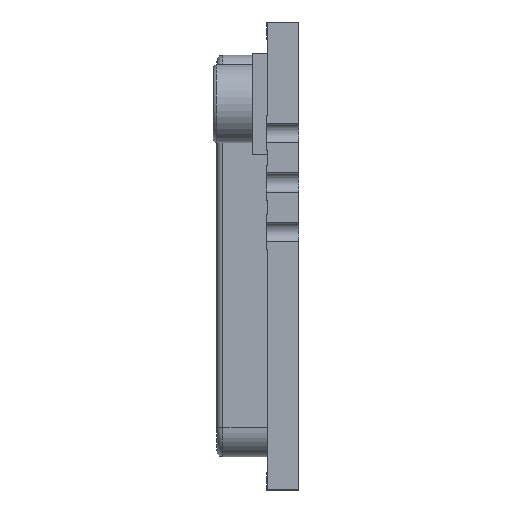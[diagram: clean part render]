
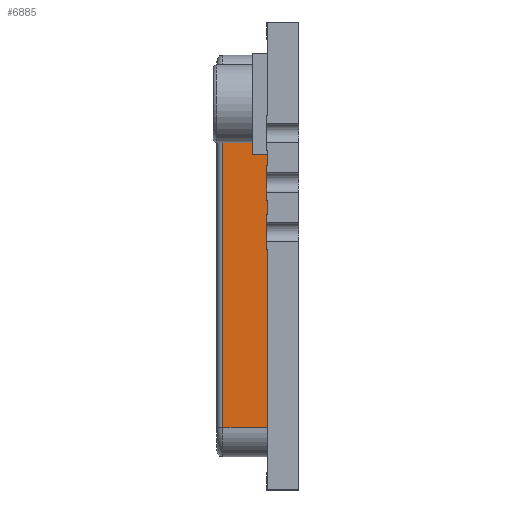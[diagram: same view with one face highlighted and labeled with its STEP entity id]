
A CAD part, left-side view. The second image highlights one B-rep face of the part: STEP entity #6885.
In plain terms, the highlighted planar face has unit normal (-1, 0, 0).
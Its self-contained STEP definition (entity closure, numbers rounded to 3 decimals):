
#56 = PLANE ( 'NONE',  #9086 ) ;
#127 = LINE ( 'NONE', #1855, #2978 ) ;
#314 = CARTESIAN_POINT ( 'NONE',  ( -3.1, 0.8, 4.4 ) ) ;
#343 = EDGE_CURVE ( 'NONE', #573, #7748, #927, .T. ) ;
#573 = VERTEX_POINT ( 'NONE', #9050 ) ;
#927 = LINE ( 'NONE', #8085, #3016 ) ;
#1057 = DIRECTION ( 'NONE',  ( 0., -1., 0. ) ) ;
#1360 = EDGE_CURVE ( 'NONE', #5172, #573, #127, .T. ) ;
#1648 = CARTESIAN_POINT ( 'NONE',  ( -3.1, 2.1, 4.4 ) ) ;
#1855 = CARTESIAN_POINT ( 'NONE',  ( -3.1, 1.95, -4.4 ) ) ;
#2161 = DIRECTION ( 'NONE',  ( 0., 0., 1. ) ) ;
#2341 = DIRECTION ( 'NONE',  ( 0., 0., -1. ) ) ;
#2881 = DIRECTION ( 'NONE',  ( 1., 0., 0. ) ) ;
#2978 = VECTOR ( 'NONE', #2341, 1000. ) ;
#3016 = VECTOR ( 'NONE', #1057, 1000. ) ;
#3024 = CARTESIAN_POINT ( 'NONE',  ( -3.1, 1.95, 4.4 ) ) ;
#3060 = DIRECTION ( 'NONE',  ( 0., 1., 0. ) ) ;
#3083 = FACE_OUTER_BOUND ( 'NONE', #6577, .T. ) ;
#3769 = LINE ( 'NONE', #4232, #6893 ) ;
#4186 = DIRECTION ( 'NONE',  ( 0., 0., -1. ) ) ;
#4232 = CARTESIAN_POINT ( 'NONE',  ( -3.1, 0.8, 5.15 ) ) ;
#4312 = VECTOR ( 'NONE', #3060, 1000. ) ;
#4535 = LINE ( 'NONE', #1648, #4312 ) ;
#5172 = VERTEX_POINT ( 'NONE', #3024 ) ;
#5339 = ORIENTED_EDGE ( 'NONE', *, *, #8975, .T. ) ;
#5766 = EDGE_CURVE ( 'NONE', #6409, #5172, #4535, .T. ) ;
#6409 = VERTEX_POINT ( 'NONE', #314 ) ;
#6577 = EDGE_LOOP ( 'NONE', ( #8836, #8670, #8739, #5339 ) ) ;
#6885 = ADVANCED_FACE ( 'NONE', ( #3083 ), #56, .F. ) ;
#6893 = VECTOR ( 'NONE', #2161, 1000. ) ;
#7748 = VERTEX_POINT ( 'NONE', #8184 ) ;
#8085 = CARTESIAN_POINT ( 'NONE',  ( -3.1, 2.1, -4.4 ) ) ;
#8184 = CARTESIAN_POINT ( 'NONE',  ( -3.1, 0.8, -4.4 ) ) ;
#8532 = CARTESIAN_POINT ( 'NONE',  ( -3.1, 2.1, 5.15 ) ) ;
#8670 = ORIENTED_EDGE ( 'NONE', *, *, #1360, .T. ) ;
#8739 = ORIENTED_EDGE ( 'NONE', *, *, #343, .T. ) ;
#8836 = ORIENTED_EDGE ( 'NONE', *, *, #5766, .T. ) ;
#8975 = EDGE_CURVE ( 'NONE', #7748, #6409, #3769, .T. ) ;
#9050 = CARTESIAN_POINT ( 'NONE',  ( -3.1, 1.95, -4.4 ) ) ;
#9086 = AXIS2_PLACEMENT_3D ( 'NONE', #8532, #2881, #4186 ) ;
